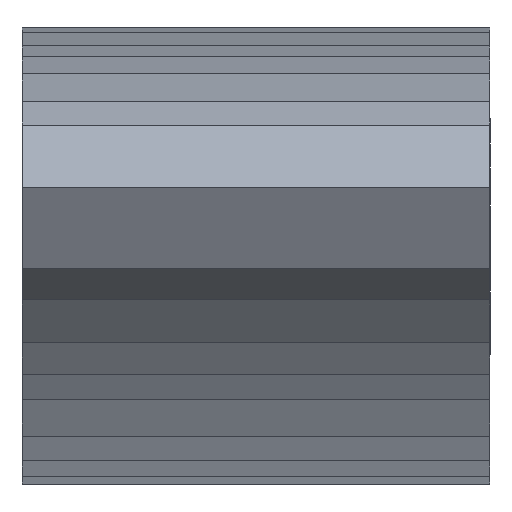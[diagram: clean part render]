
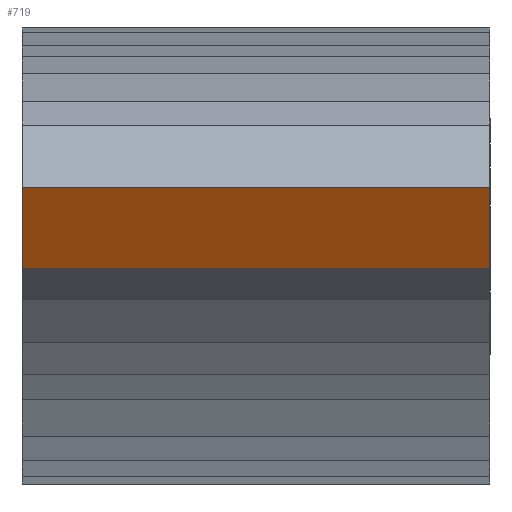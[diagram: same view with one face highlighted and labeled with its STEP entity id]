
A CAD part, left-side view. The second image highlights one B-rep face of the part: STEP entity #719.
In plain terms, the highlighted planar face has unit normal (-0.865, 0, -0.503).
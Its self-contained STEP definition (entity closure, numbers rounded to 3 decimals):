
#33=FACE_OUTER_BOUND('',#69,.T.);
#69=EDGE_LOOP('',(#533,#534,#535,#536));
#141=LINE('',#1074,#243);
#142=LINE('',#1077,#244);
#143=LINE('',#1079,#245);
#144=LINE('',#1080,#246);
#243=VECTOR('',#879,10.);
#244=VECTOR('',#882,10.);
#245=VECTOR('',#883,10.);
#246=VECTOR('',#884,10.);
#327=VERTEX_POINT('',#1070);
#328=VERTEX_POINT('',#1072);
#329=VERTEX_POINT('',#1076);
#330=VERTEX_POINT('',#1078);
#413=EDGE_CURVE('',#327,#328,#141,.T.);
#414=EDGE_CURVE('',#329,#327,#142,.T.);
#415=EDGE_CURVE('',#330,#328,#143,.T.);
#416=EDGE_CURVE('',#329,#330,#144,.T.);
#533=ORIENTED_EDGE('',*,*,#414,.T.);
#534=ORIENTED_EDGE('',*,*,#413,.T.);
#535=ORIENTED_EDGE('',*,*,#415,.F.);
#536=ORIENTED_EDGE('',*,*,#416,.F.);
#683=PLANE('',#769);
#719=ADVANCED_FACE('',(#33),#683,.T.);
#769=AXIS2_PLACEMENT_3D('',#1075,#880,#881);
#879=DIRECTION('',(0.,1.,0.));
#880=DIRECTION('center_axis',(-0.865,0.,-0.503));
#881=DIRECTION('ref_axis',(-0.503,0.,0.865));
#882=DIRECTION('',(-0.503,0.,0.865));
#883=DIRECTION('',(-0.503,0.,0.865));
#884=DIRECTION('',(0.,1.,0.));
#1070=CARTESIAN_POINT('',(5.931,0.,22.847));
#1072=CARTESIAN_POINT('',(5.931,10.,22.847));
#1074=CARTESIAN_POINT('',(5.931,0.,22.847));
#1075=CARTESIAN_POINT('Origin',(6.938,0.,21.116));
#1076=CARTESIAN_POINT('',(6.938,0.,21.116));
#1077=CARTESIAN_POINT('',(6.938,0.,21.116));
#1078=CARTESIAN_POINT('',(6.938,10.,21.116));
#1079=CARTESIAN_POINT('',(6.938,10.,21.116));
#1080=CARTESIAN_POINT('',(6.938,0.,21.116));
